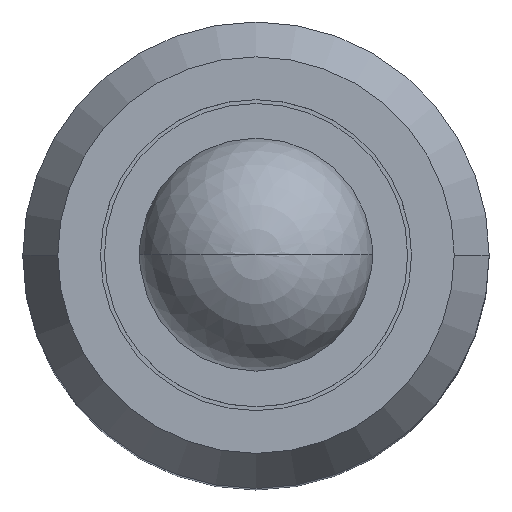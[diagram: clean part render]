
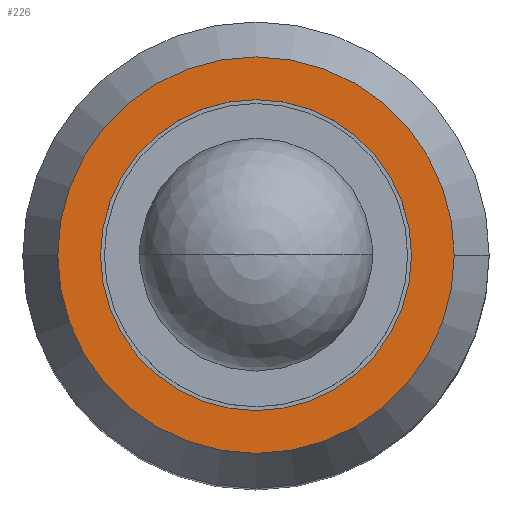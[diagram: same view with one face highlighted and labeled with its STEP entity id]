
A CAD part, top view. The second image highlights one B-rep face of the part: STEP entity #226.
In plain terms, the highlighted planar face has unit normal (0, 0, 1).
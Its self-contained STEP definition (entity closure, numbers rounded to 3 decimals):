
#174=VERTEX_POINT('',#445);
#176=VERTEX_POINT('',#447);
#226=ADVANCED_FACE('',(#500,#501),#502,.T.);
#236=EDGE_CURVE('',#240,#174,#512,.T.);
#238=EDGE_CURVE('',#174,#240,#514,.T.);
#240=VERTEX_POINT('',#516);
#296=EDGE_CURVE('',#352,#176,#581,.T.);
#352=VERTEX_POINT('',#647);
#376=EDGE_CURVE('',#176,#352,#674,.T.);
#445=CARTESIAN_POINT('',(5.1,0.,0.));
#447=CARTESIAN_POINT('',(4.0,0.,0.));
#500=FACE_BOUND('',#817,.T.);
#501=FACE_OUTER_BOUND('',#818,.T.);
#502=PLANE('',#819);
#512=CIRCLE('',#833,5.1);
#514=CIRCLE('',#836,5.1);
#516=CARTESIAN_POINT('',(-5.1,0.,0.));
#581=CIRCLE('',#922,4.0);
#647=CARTESIAN_POINT('',(-4.0,0.,0.));
#674=CIRCLE('',#1036,4.0);
#817=EDGE_LOOP('',(#1151,#1152));
#818=EDGE_LOOP('',(#1153,#1154));
#819=AXIS2_PLACEMENT_3D('',#1155,#1156,#1157);
#833=AXIS2_PLACEMENT_3D('',#1167,#1168,#1169);
#836=AXIS2_PLACEMENT_3D('',#1170,#1171,#1172);
#922=AXIS2_PLACEMENT_3D('',#1266,#1267,#1268);
#1036=AXIS2_PLACEMENT_3D('',#1388,#1389,#1390);
#1151=ORIENTED_EDGE('',*,*,#296,.F.);
#1152=ORIENTED_EDGE('',*,*,#376,.F.);
#1153=ORIENTED_EDGE('',*,*,#236,.T.);
#1154=ORIENTED_EDGE('',*,*,#238,.T.);
#1155=CARTESIAN_POINT('',(-4.55,0.,0.));
#1156=DIRECTION('',(0.0,0.0,1.0));
#1157=DIRECTION('',(-1.0,0.,0.0));
#1167=CARTESIAN_POINT('',(0.,0.,0.));
#1168=DIRECTION('',(0.0,0.0,1.0));
#1169=DIRECTION('',(-1.0,0.,0.0));
#1170=CARTESIAN_POINT('',(0.,0.,0.));
#1171=DIRECTION('',(0.0,0.0,1.0));
#1172=DIRECTION('',(-1.0,0.,0.0));
#1266=CARTESIAN_POINT('',(0.,0.,0.));
#1267=DIRECTION('',(0.0,0.0,1.0));
#1268=DIRECTION('',(-1.0,0.,0.0));
#1388=CARTESIAN_POINT('',(0.,0.,0.));
#1389=DIRECTION('',(0.0,0.0,1.0));
#1390=DIRECTION('',(-1.0,0.,0.0));
